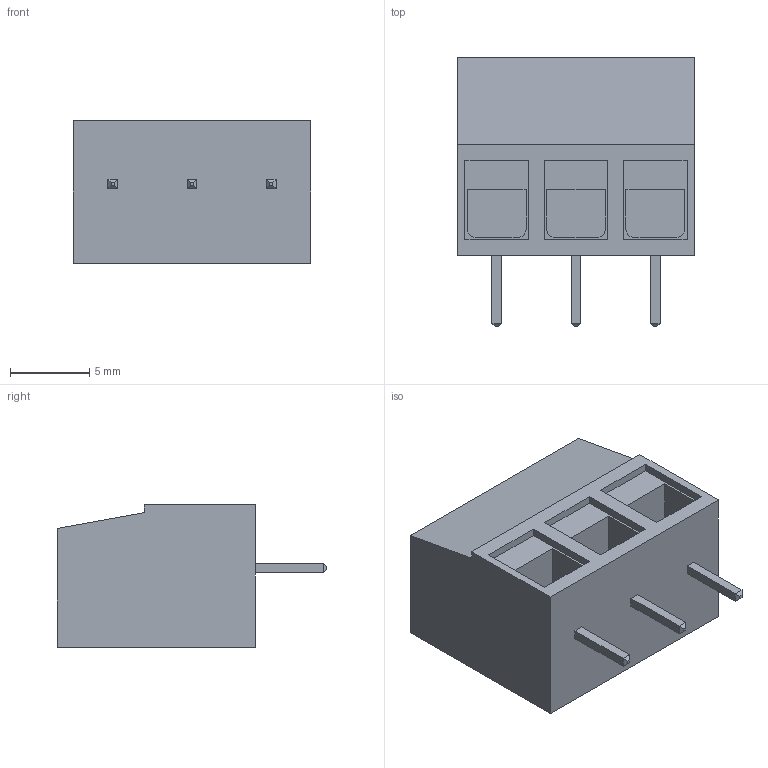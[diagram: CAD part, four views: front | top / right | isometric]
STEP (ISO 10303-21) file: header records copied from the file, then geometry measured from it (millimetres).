
FILE_DESCRIPTION (( 'STEP AP214' ), '1' );
FILE_NAME ('TB-3_metric_AP214.STEP', '2019-03-31T09:19:26', ( '' ), ( '' ), 'SwSTEP 2.0', 'SolidWorks 2018', '' );
FILE_SCHEMA (( 'AUTOMOTIVE_DESIGN' ));
Length unit declared in the file: millimetre
Products named in the file (1): TB-3_metric_AP214
Bounding box: 15 x 17 x 9 mm (x, y, z)
Volume: 1418.9 mm3; surface area: 1197.2 mm2
Topology: 1 solids, 1 shells, 101 faces, 240 edges, 156 vertices
Faces by surface type: plane 83, cylinder 18
Entity records: 4031 total; most frequent: CARTESIAN_POINT 498, DIRECTION 492, ORIENTED_EDGE 480, EDGE_CURVE 240, VECTOR 192, LINE 192, VERTEX_POINT 156, AXIS2_PLACEMENT_3D 150
